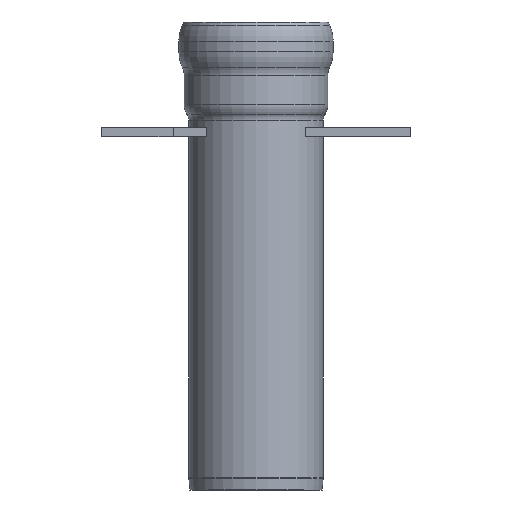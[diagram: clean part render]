
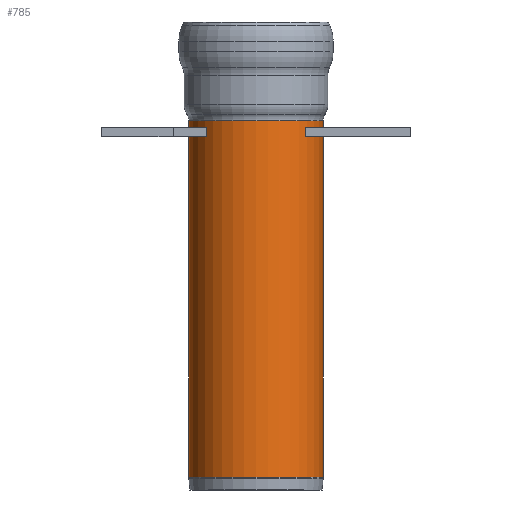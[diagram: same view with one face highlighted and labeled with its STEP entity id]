
A CAD part, front view. The second image highlights one B-rep face of the part: STEP entity #785.
In plain terms, the highlighted cylindrical face has radius 445 mm (diameter 890 mm), a full revolution.
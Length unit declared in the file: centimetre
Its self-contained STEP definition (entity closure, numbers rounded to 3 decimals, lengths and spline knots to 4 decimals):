
#53=CYLINDRICAL_SURFACE('',#842,44.5);
#66=LINE('',#1233,#124);
#124=VECTOR('',#962,44.5);
#187=FACE_OUTER_BOUND('',#235,.T.);
#235=EDGE_LOOP('',(#547,#548,#549,#550,#551));
#291=CIRCLE('',#839,44.5);
#293=CIRCLE('',#843,44.5);
#294=CIRCLE('',#844,44.5);
#348=VERTEX_POINT('',#1224);
#350=VERTEX_POINT('',#1232);
#351=VERTEX_POINT('',#1234);
#425=EDGE_CURVE('',#348,#348,#291,.T.);
#428=EDGE_CURVE('',#348,#350,#66,.T.);
#429=EDGE_CURVE('',#350,#351,#293,.T.);
#430=EDGE_CURVE('',#351,#350,#294,.T.);
#547=ORIENTED_EDGE('',*,*,#425,.F.);
#548=ORIENTED_EDGE('',*,*,#428,.T.);
#549=ORIENTED_EDGE('',*,*,#429,.T.);
#550=ORIENTED_EDGE('',*,*,#430,.T.);
#551=ORIENTED_EDGE('',*,*,#428,.F.);
#785=ADVANCED_FACE('',(#187),#53,.T.);
#839=AXIS2_PLACEMENT_3D('',#1226,#953,#954);
#842=AXIS2_PLACEMENT_3D('',#1231,#960,#961);
#843=AXIS2_PLACEMENT_3D('',#1235,#963,#964);
#844=AXIS2_PLACEMENT_3D('',#1236,#965,#966);
#953=DIRECTION('center_axis',(0.,0.,
-1.));
#954=DIRECTION('ref_axis',(1.,0.,0.));
#960=DIRECTION('center_axis',(0.,0.,
-1.));
#961=DIRECTION('ref_axis',(-1.,0.,0.));
#962=DIRECTION('',(0.,0.,1.));
#963=DIRECTION('center_axis',(0.,0.,
-1.));
#964=DIRECTION('ref_axis',(1.,0.,0.));
#965=DIRECTION('center_axis',(0.,0.,
-1.));
#966=DIRECTION('ref_axis',(1.,0.,0.));
#1224=CARTESIAN_POINT('',(66.6258,54.1069,90.1998));
#1226=CARTESIAN_POINT('Origin',(22.1258,54.1069,90.1998));
#1231=CARTESIAN_POINT('Origin',(22.1258,54.1069,-46.96));
#1232=CARTESIAN_POINT('',(66.6258,54.1069,326.3867));
#1233=CARTESIAN_POINT('',(66.6258,54.1069,-46.96));
#1234=CARTESIAN_POINT('',(22.1258,9.6069,326.3867));
#1235=CARTESIAN_POINT('Origin',(22.1258,54.1069,326.3867));
#1236=CARTESIAN_POINT('Origin',(22.1258,54.1069,326.3867));
